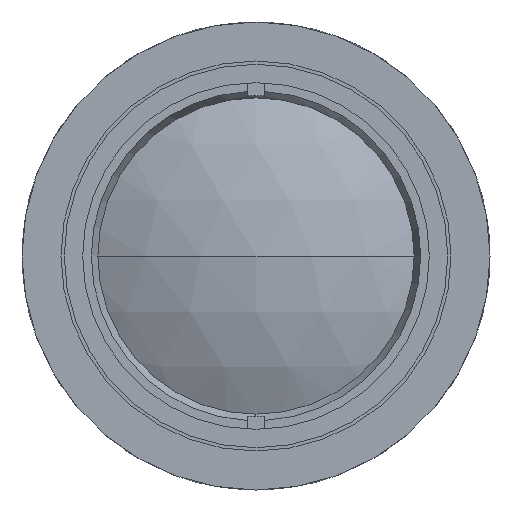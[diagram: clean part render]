
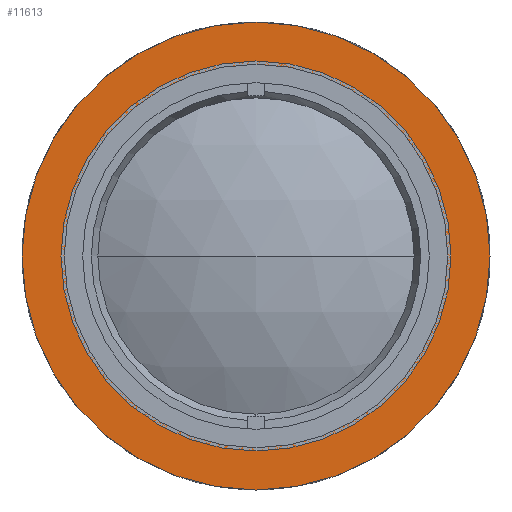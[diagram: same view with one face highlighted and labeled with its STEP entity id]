
A CAD part, left-side view. The second image highlights one B-rep face of the part: STEP entity #11613.
In plain terms, the highlighted face is planar.
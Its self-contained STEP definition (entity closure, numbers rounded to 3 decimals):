
#108 = VERTEX_POINT ( 'NONE', #6534 ) ;
#1959 = EDGE_CURVE ( 'NONE', #1993, #3005, #7684, .T. ) ;
#1993 = VERTEX_POINT ( 'NONE', #12935 ) ;
#2053 = DIRECTION ( 'NONE',  ( 1., 0., 0. ) ) ;
#3005 = VERTEX_POINT ( 'NONE', #10743 ) ;
#3259 = EDGE_CURVE ( 'NONE', #5653, #108, #5003, .T. ) ;
#3380 = CARTESIAN_POINT ( 'NONE',  ( -22.125, 0., 0. ) ) ;
#3546 = DIRECTION ( 'NONE',  ( 0., 0., 1. ) ) ;
#3865 = AXIS2_PLACEMENT_3D ( 'NONE', #7033, #11638, #14043 ) ;
#4791 = CARTESIAN_POINT ( 'NONE',  ( 0., 0., 0. ) ) ;
#5003 = CIRCLE ( 'NONE', #5487, 22.125 ) ;
#5487 = AXIS2_PLACEMENT_3D ( 'NONE', #14915, #11249, #2053 ) ;
#5586 = AXIS2_PLACEMENT_3D ( 'NONE', #14687, #6492, #10140 ) ;
#5653 = VERTEX_POINT ( 'NONE', #3380 ) ;
#6112 = AXIS2_PLACEMENT_3D ( 'NONE', #4791, #3546, #13036 ) ;
#6327 = EDGE_CURVE ( 'NONE', #3005, #1993, #11789, .T. ) ;
#6492 = DIRECTION ( 'NONE',  ( 0., 0., 1. ) ) ;
#6534 = CARTESIAN_POINT ( 'NONE',  ( 22.125, 0., 0. ) ) ;
#7033 = CARTESIAN_POINT ( 'NONE',  ( 0., 22.125, 0. ) ) ;
#7684 = CIRCLE ( 'NONE', #8422, 27. ) ;
#7966 = FACE_OUTER_BOUND ( 'NONE', #11133, .T. ) ;
#8083 = CIRCLE ( 'NONE', #6112, 22.125 ) ;
#8422 = AXIS2_PLACEMENT_3D ( 'NONE', #14968, #9020, #13794 ) ;
#9020 = DIRECTION ( 'NONE',  ( 0., 0., 1. ) ) ;
#9196 = ORIENTED_EDGE ( 'NONE', *, *, #6327, .T. ) ;
#10140 = DIRECTION ( 'NONE',  ( 1., 0., 0. ) ) ;
#10743 = CARTESIAN_POINT ( 'NONE',  ( -27., 0., 0. ) ) ;
#11133 = EDGE_LOOP ( 'NONE', ( #14148, #9196 ) ) ;
#11249 = DIRECTION ( 'NONE',  ( 0., 0., 1. ) ) ;
#11613 = ADVANCED_FACE ( 'NONE', ( #12959, #7966 ), #15287, .F. ) ;
#11638 = DIRECTION ( 'NONE',  ( 0., 0., -1. ) ) ;
#11789 = CIRCLE ( 'NONE', #5586, 27. ) ;
#12663 = EDGE_LOOP ( 'NONE', ( #15381, #13990 ) ) ;
#12760 = EDGE_CURVE ( 'NONE', #108, #5653, #8083, .T. ) ;
#12935 = CARTESIAN_POINT ( 'NONE',  ( 27., 0., 0. ) ) ;
#12959 = FACE_BOUND ( 'NONE', #12663, .T. ) ;
#13036 = DIRECTION ( 'NONE',  ( 1., 0., 0. ) ) ;
#13794 = DIRECTION ( 'NONE',  ( 1., 0., 0. ) ) ;
#13990 = ORIENTED_EDGE ( 'NONE', *, *, #3259, .F. ) ;
#14043 = DIRECTION ( 'NONE',  ( -1., 0., 0. ) ) ;
#14148 = ORIENTED_EDGE ( 'NONE', *, *, #1959, .T. ) ;
#14687 = CARTESIAN_POINT ( 'NONE',  ( 0., 0., 0. ) ) ;
#14915 = CARTESIAN_POINT ( 'NONE',  ( 0., 0., 0. ) ) ;
#14968 = CARTESIAN_POINT ( 'NONE',  ( 0., 0., 0. ) ) ;
#15287 = PLANE ( 'NONE',  #3865 ) ;
#15381 = ORIENTED_EDGE ( 'NONE', *, *, #12760, .F. ) ;
